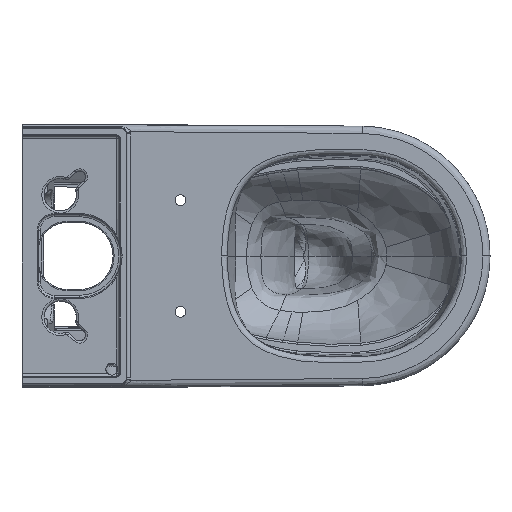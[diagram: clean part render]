
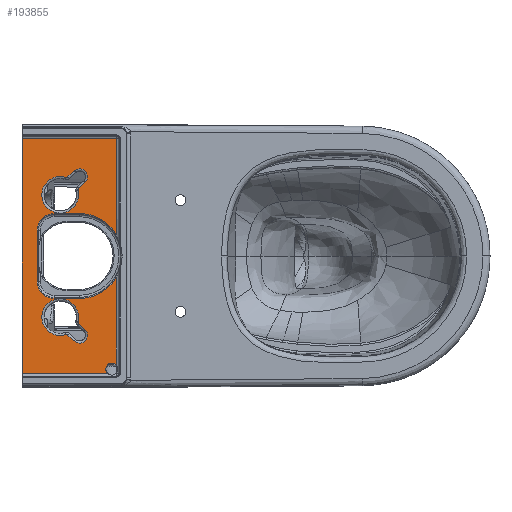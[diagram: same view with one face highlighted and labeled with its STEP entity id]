
A CAD part, top view. The second image highlights one B-rep face of the part: STEP entity #193855.
In plain terms, the highlighted planar face has unit normal (0, 0, 1).
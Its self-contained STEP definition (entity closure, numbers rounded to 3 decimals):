
#6368=CARTESIAN_POINT('Vertex',(0.,-163.,-4.)) ;
#6371=CARTESIAN_POINT('Line Origine',(0.,0.,-4.)) ;
#6375=CARTESIAN_POINT('Vertex',(0.,163.,-4.)) ;
#8110=CARTESIAN_POINT('Vertex',(77.808,-90.899,-4.)) ;
#8113=CARTESIAN_POINT('Axis2P3D Location',(53.,-85.,-4.)) ;
#8117=CARTESIAN_POINT('Vertex',(60.787,-109.282,-4.)) ;
#8141=CARTESIAN_POINT('Vertex',(78.689,-93.795,-4.)) ;
#8144=CARTESIAN_POINT('Axis2P3D Location',(80.727,-91.593,-4.)) ;
#8165=CARTESIAN_POINT('Vertex',(87.473,-101.929,-4.)) ;
#8168=CARTESIAN_POINT('Line Origine',(65.5,-81.583,-4.)) ;
#8189=CARTESIAN_POINT('Vertex',(72.527,-118.071,-4.)) ;
#8192=CARTESIAN_POINT('Axis2P3D Location',(80.,-110.,-4.)) ;
#8213=CARTESIAN_POINT('Vertex',(63.742,-109.937,-4.)) ;
#8216=CARTESIAN_POINT('Line Origine',(65.5,-111.565,-4.)) ;
#8233=CARTESIAN_POINT('Axis2P3D Location',(61.703,-112.139,-4.)) ;
#8430=CARTESIAN_POINT('Vertex',(60.787,109.282,-4.)) ;
#8433=CARTESIAN_POINT('Axis2P3D Location',(53.,85.,-4.)) ;
#8437=CARTESIAN_POINT('Vertex',(77.808,90.899,-4.)) ;
#8461=CARTESIAN_POINT('Vertex',(63.742,109.937,-4.)) ;
#8464=CARTESIAN_POINT('Axis2P3D Location',(61.703,112.139,-4.)) ;
#8485=CARTESIAN_POINT('Vertex',(72.527,118.071,-4.)) ;
#8488=CARTESIAN_POINT('Line Origine',(65.5,111.565,-4.)) ;
#8509=CARTESIAN_POINT('Vertex',(87.473,101.929,-4.)) ;
#8512=CARTESIAN_POINT('Axis2P3D Location',(80.,110.,-4.)) ;
#8533=CARTESIAN_POINT('Vertex',(78.689,93.795,-4.)) ;
#8536=CARTESIAN_POINT('Line Origine',(65.5,81.583,-4.)) ;
#8553=CARTESIAN_POINT('Axis2P3D Location',(80.727,91.593,-4.)) ;
#9704=CARTESIAN_POINT('Line Origine',(67.5,163.,-4.)) ;
#9708=CARTESIAN_POINT('Vertex',(131.,163.,-4.)) ;
#23041=CARTESIAN_POINT('Line Origine',(131.,0.,-4.)) ;
#23045=CARTESIAN_POINT('Vertex',(131.,29.665,-4.)) ;
#23083=CARTESIAN_POINT('Vertex',(80.,-59.,-4.)) ;
#23086=CARTESIAN_POINT('Axis2P3D Location',(80.,0.,-4.)) ;
#23090=CARTESIAN_POINT('Vertex',(131.,-29.665,-4.)) ;
#23123=CARTESIAN_POINT('Vertex',(44.5,-59.,-4.)) ;
#23126=CARTESIAN_POINT('Line Origine',(65.5,-59.,-4.)) ;
#23152=CARTESIAN_POINT('Vertex',(21.,-35.5,-4.)) ;
#23155=CARTESIAN_POINT('Axis2P3D Location',(44.5,-35.5,-4.)) ;
#23181=CARTESIAN_POINT('Vertex',(21.,35.5,-4.)) ;
#23184=CARTESIAN_POINT('Line Origine',(21.,0.,-4.)) ;
#23207=CARTESIAN_POINT('Vertex',(44.5,59.,-4.)) ;
#23210=CARTESIAN_POINT('Axis2P3D Location',(44.5,35.5,-4.)) ;
#23238=CARTESIAN_POINT('Vertex',(80.,59.,-4.)) ;
#23241=CARTESIAN_POINT('Line Origine',(65.5,59.,-4.)) ;
#23270=CARTESIAN_POINT('Axis2P3D Location',(80.,0.,-4.)) ;
#193717=CARTESIAN_POINT('Vertex',(131.,-151.617,-4.)) ;
#193735=CARTESIAN_POINT('Line Origine',(131.,0.,-4.)) ;
#193773=CARTESIAN_POINT('Vertex',(118.818,-163.,-4.)) ;
#193776=CARTESIAN_POINT('Line Origine',(67.5,-163.,-4.)) ;
#193795=CARTESIAN_POINT('Axis2P3D Location',(0.,0.,-4.)) ;
#193811=CARTESIAN_POINT('Axis2P3D Location',(124.692,-157.076,-4.)) ;
#193815=CARTESIAN_POINT('Vertex',(116.349,-157.076,-4.)) ;
#193818=CARTESIAN_POINT('Axis2P3D Location',(124.692,-157.076,-4.)) ;
#6372=DIRECTION('Vector Direction',(0.,-1.,0.)) ;
#8114=DIRECTION('Axis2P3D Direction',(-0.,0.,1.)) ;
#8145=DIRECTION('Axis2P3D Direction',(-0.,0.,1.)) ;
#8169=DIRECTION('Vector Direction',(-0.734,0.679,0.)) ;
#8193=DIRECTION('Axis2P3D Direction',(0.,-0.,1.)) ;
#8217=DIRECTION('Vector Direction',(0.734,-0.679,0.)) ;
#8234=DIRECTION('Axis2P3D Direction',(0.,0.,1.)) ;
#8434=DIRECTION('Axis2P3D Direction',(0.,-0.,1.)) ;
#8465=DIRECTION('Axis2P3D Direction',(-0.,0.,1.)) ;
#8489=DIRECTION('Vector Direction',(0.734,0.679,0.)) ;
#8513=DIRECTION('Axis2P3D Direction',(0.,0.,1.)) ;
#8537=DIRECTION('Vector Direction',(-0.734,-0.679,0.)) ;
#8554=DIRECTION('Axis2P3D Direction',(-0.,0.,1.)) ;
#9705=DIRECTION('Vector Direction',(1.,0.,0.)) ;
#23042=DIRECTION('Vector Direction',(0.,1.,0.)) ;
#23087=DIRECTION('Axis2P3D Direction',(0.,0.,1.)) ;
#23127=DIRECTION('Vector Direction',(-1.,0.,0.)) ;
#23156=DIRECTION('Axis2P3D Direction',(-0.,0.,1.)) ;
#23185=DIRECTION('Vector Direction',(0.,1.,0.)) ;
#23211=DIRECTION('Axis2P3D Direction',(0.,0.,1.)) ;
#23242=DIRECTION('Vector Direction',(1.,0.,0.)) ;
#23271=DIRECTION('Axis2P3D Direction',(0.,0.,1.)) ;
#193736=DIRECTION('Vector Direction',(0.,1.,0.)) ;
#193777=DIRECTION('Vector Direction',(-1.,0.,0.)) ;
#193796=DIRECTION('Axis2P3D Direction',(0.,0.,1.)) ;
#193797=DIRECTION('Axis2P3D XDirection',(1.,0.,0.)) ;
#193812=DIRECTION('Axis2P3D Direction',(0.,0.,1.)) ;
#193819=DIRECTION('Axis2P3D Direction',(0.,0.,1.)) ;
#8115=AXIS2_PLACEMENT_3D('Circle Axis2P3D',#8113,#8114,$) ;
#8146=AXIS2_PLACEMENT_3D('Circle Axis2P3D',#8144,#8145,$) ;
#8194=AXIS2_PLACEMENT_3D('Circle Axis2P3D',#8192,#8193,$) ;
#8235=AXIS2_PLACEMENT_3D('Circle Axis2P3D',#8233,#8234,$) ;
#8435=AXIS2_PLACEMENT_3D('Circle Axis2P3D',#8433,#8434,$) ;
#8466=AXIS2_PLACEMENT_3D('Circle Axis2P3D',#8464,#8465,$) ;
#8514=AXIS2_PLACEMENT_3D('Circle Axis2P3D',#8512,#8513,$) ;
#8555=AXIS2_PLACEMENT_3D('Circle Axis2P3D',#8553,#8554,$) ;
#23088=AXIS2_PLACEMENT_3D('Circle Axis2P3D',#23086,#23087,$) ;
#23157=AXIS2_PLACEMENT_3D('Circle Axis2P3D',#23155,#23156,$) ;
#23212=AXIS2_PLACEMENT_3D('Circle Axis2P3D',#23210,#23211,$) ;
#23272=AXIS2_PLACEMENT_3D('Circle Axis2P3D',#23270,#23271,$) ;
#193798=AXIS2_PLACEMENT_3D('Plane Axis2P3D',#193795,#193796,#193797) ;
#193813=AXIS2_PLACEMENT_3D('Circle Axis2P3D',#193811,#193812,$) ;
#193820=AXIS2_PLACEMENT_3D('Circle Axis2P3D',#193818,#193819,$) ;
#193824=ORIENTED_EDGE('',*,*,#193739,.F.) ;
#193825=ORIENTED_EDGE('',*,*,#23092,.F.) ;
#193826=ORIENTED_EDGE('',*,*,#23130,.F.) ;
#193827=ORIENTED_EDGE('',*,*,#23159,.F.) ;
#193828=ORIENTED_EDGE('',*,*,#23188,.F.) ;
#193829=ORIENTED_EDGE('',*,*,#23214,.F.) ;
#193830=ORIENTED_EDGE('',*,*,#23245,.F.) ;
#193831=ORIENTED_EDGE('',*,*,#23274,.F.) ;
#193832=ORIENTED_EDGE('',*,*,#23047,.F.) ;
#193833=ORIENTED_EDGE('',*,*,#9710,.F.) ;
#193834=ORIENTED_EDGE('',*,*,#6377,.T.) ;
#193835=ORIENTED_EDGE('',*,*,#193780,.F.) ;
#193836=ORIENTED_EDGE('',*,*,#193817,.F.) ;
#193837=ORIENTED_EDGE('',*,*,#193822,.F.) ;
#193840=ORIENTED_EDGE('',*,*,#8468,.F.) ;
#193841=ORIENTED_EDGE('',*,*,#8492,.F.) ;
#193842=ORIENTED_EDGE('',*,*,#8516,.F.) ;
#193843=ORIENTED_EDGE('',*,*,#8540,.F.) ;
#193844=ORIENTED_EDGE('',*,*,#8557,.F.) ;
#193845=ORIENTED_EDGE('',*,*,#8439,.F.) ;
#193848=ORIENTED_EDGE('',*,*,#8148,.F.) ;
#193849=ORIENTED_EDGE('',*,*,#8172,.F.) ;
#193850=ORIENTED_EDGE('',*,*,#8196,.F.) ;
#193851=ORIENTED_EDGE('',*,*,#8220,.F.) ;
#193852=ORIENTED_EDGE('',*,*,#8237,.F.) ;
#193853=ORIENTED_EDGE('',*,*,#8119,.F.) ;
#193846=FACE_BOUND('',#193839,.T.) ;
#193854=FACE_BOUND('',#193847,.T.) ;
#6373=VECTOR('Line Direction',#6372,1.) ;
#8170=VECTOR('Line Direction',#8169,1.) ;
#8218=VECTOR('Line Direction',#8217,1.) ;
#8490=VECTOR('Line Direction',#8489,1.) ;
#8538=VECTOR('Line Direction',#8537,1.) ;
#9706=VECTOR('Line Direction',#9705,1.) ;
#23043=VECTOR('Line Direction',#23042,1.) ;
#23128=VECTOR('Line Direction',#23127,1.) ;
#23186=VECTOR('Line Direction',#23185,1.) ;
#23243=VECTOR('Line Direction',#23242,1.) ;
#193737=VECTOR('Line Direction',#193736,1.) ;
#193778=VECTOR('Line Direction',#193777,1.) ;
#193855=ADVANCED_FACE('Hauptk\X2\00F6\X0\rper',(#193838,#193846,#193854),#193799,.T.) ;
#8116=CIRCLE('generated circle',#8115,25.5) ;
#8147=CIRCLE('generated circle',#8146,3.) ;
#8195=CIRCLE('generated circle',#8194,11.) ;
#8236=CIRCLE('generated circle',#8235,3.) ;
#8436=CIRCLE('generated circle',#8435,25.5) ;
#8467=CIRCLE('generated circle',#8466,3.) ;
#8515=CIRCLE('generated circle',#8514,11.) ;
#8556=CIRCLE('generated circle',#8555,3.) ;
#23089=CIRCLE('generated circle',#23088,59.) ;
#23158=CIRCLE('generated circle',#23157,23.5) ;
#23213=CIRCLE('generated circle',#23212,23.5) ;
#23273=CIRCLE('generated circle',#23272,59.) ;
#193814=CIRCLE('generated circle',#193813,8.342) ;
#193821=CIRCLE('generated circle',#193820,8.342) ;
#6377=EDGE_CURVE('',#6376,#6369,#6374,.T.) ;
#8119=EDGE_CURVE('',#8111,#8118,#8116,.T.) ;
#8148=EDGE_CURVE('',#8142,#8111,#8147,.F.) ;
#8172=EDGE_CURVE('',#8166,#8142,#8171,.T.) ;
#8196=EDGE_CURVE('',#8190,#8166,#8195,.T.) ;
#8220=EDGE_CURVE('',#8214,#8190,#8219,.T.) ;
#8237=EDGE_CURVE('',#8118,#8214,#8236,.F.) ;
#8439=EDGE_CURVE('',#8431,#8438,#8436,.T.) ;
#8468=EDGE_CURVE('',#8462,#8431,#8467,.F.) ;
#8492=EDGE_CURVE('',#8486,#8462,#8491,.F.) ;
#8516=EDGE_CURVE('',#8510,#8486,#8515,.T.) ;
#8540=EDGE_CURVE('',#8534,#8510,#8539,.F.) ;
#8557=EDGE_CURVE('',#8438,#8534,#8556,.F.) ;
#9710=EDGE_CURVE('',#6376,#9709,#9707,.T.) ;
#23047=EDGE_CURVE('',#9709,#23046,#23044,.F.) ;
#23092=EDGE_CURVE('',#23084,#23091,#23089,.T.) ;
#23130=EDGE_CURVE('',#23124,#23084,#23129,.F.) ;
#23159=EDGE_CURVE('',#23153,#23124,#23158,.T.) ;
#23188=EDGE_CURVE('',#23182,#23153,#23187,.F.) ;
#23214=EDGE_CURVE('',#23208,#23182,#23213,.T.) ;
#23245=EDGE_CURVE('',#23239,#23208,#23244,.F.) ;
#23274=EDGE_CURVE('',#23046,#23239,#23273,.T.) ;
#193739=EDGE_CURVE('',#23091,#193718,#193738,.F.) ;
#193780=EDGE_CURVE('',#193774,#6369,#193779,.T.) ;
#193817=EDGE_CURVE('',#193816,#193774,#193814,.T.) ;
#193822=EDGE_CURVE('',#193718,#193816,#193821,.T.) ;
#193823=EDGE_LOOP('',(#193824,#193825,#193826,#193827,#193828,#193829,#193830,#193831,#193832,#193833,#193834,#193835,#193836,#193837)) ;
#193839=EDGE_LOOP('',(#193840,#193841,#193842,#193843,#193844,#193845)) ;
#193847=EDGE_LOOP('',(#193848,#193849,#193850,#193851,#193852,#193853)) ;
#193838=FACE_OUTER_BOUND('',#193823,.T.) ;
#6374=LINE('Line',#6371,#6373) ;
#8171=LINE('Line',#8168,#8170) ;
#8219=LINE('Line',#8216,#8218) ;
#8491=LINE('Line',#8488,#8490) ;
#8539=LINE('Line',#8536,#8538) ;
#9707=LINE('Line',#9704,#9706) ;
#23044=LINE('Line',#23041,#23043) ;
#23129=LINE('Line',#23126,#23128) ;
#23187=LINE('Line',#23184,#23186) ;
#23244=LINE('Line',#23241,#23243) ;
#193738=LINE('Line',#193735,#193737) ;
#193779=LINE('Line',#193776,#193778) ;
#193799=PLANE('',#193798) ;
#6369=VERTEX_POINT('',#6368) ;
#6376=VERTEX_POINT('',#6375) ;
#8111=VERTEX_POINT('',#8110) ;
#8118=VERTEX_POINT('',#8117) ;
#8142=VERTEX_POINT('',#8141) ;
#8166=VERTEX_POINT('',#8165) ;
#8190=VERTEX_POINT('',#8189) ;
#8214=VERTEX_POINT('',#8213) ;
#8431=VERTEX_POINT('',#8430) ;
#8438=VERTEX_POINT('',#8437) ;
#8462=VERTEX_POINT('',#8461) ;
#8486=VERTEX_POINT('',#8485) ;
#8510=VERTEX_POINT('',#8509) ;
#8534=VERTEX_POINT('',#8533) ;
#9709=VERTEX_POINT('',#9708) ;
#23046=VERTEX_POINT('',#23045) ;
#23084=VERTEX_POINT('',#23083) ;
#23091=VERTEX_POINT('',#23090) ;
#23124=VERTEX_POINT('',#23123) ;
#23153=VERTEX_POINT('',#23152) ;
#23182=VERTEX_POINT('',#23181) ;
#23208=VERTEX_POINT('',#23207) ;
#23239=VERTEX_POINT('',#23238) ;
#193718=VERTEX_POINT('',#193717) ;
#193774=VERTEX_POINT('',#193773) ;
#193816=VERTEX_POINT('',#193815) ;
